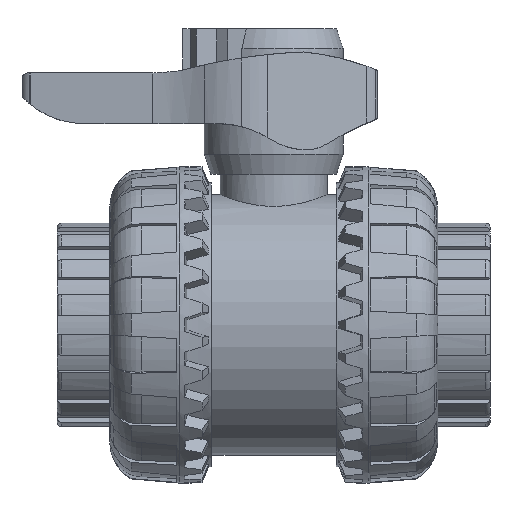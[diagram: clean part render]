
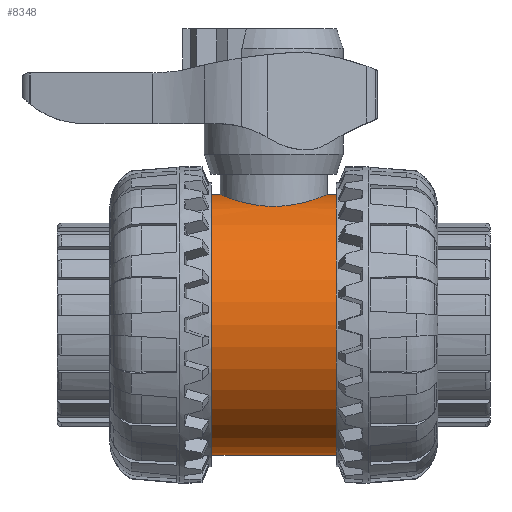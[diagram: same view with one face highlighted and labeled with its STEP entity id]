
A CAD part, front view. The second image highlights one B-rep face of the part: STEP entity #8348.
In plain terms, the highlighted cylindrical face has radius 48.5 mm (diameter 97 mm), a full revolution.
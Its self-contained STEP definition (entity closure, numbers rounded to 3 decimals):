
#1651=B_SPLINE_CURVE_WITH_KNOTS($,3,(#12494,#12495,#12496,#12497,#12498,
#12499,#12500,#12501,#12502,#12503,#12504,#12505,#12506,#12507,#12508,#12509,
#12510,#12511,#12512,#12513,#12514,#12515,#12516,#12517,#12518,#12519,#12520,
#12521,#12522,#12523,#12524,#12525,#12526,#12527,#12528,#12529,#12530,#12531,
#12532,#12533,#12534,#12535,#12536,#12537,#12538,#12539,#12540,#12541,#12542,
#12543,#12544,#12545,#12546,#12547,#12548,#12549,#12550,#12551,#12552,#12553,
#12554,#12555,#12556,#12557,#12558,#12559),.UNSPECIFIED.,.T.,.F.,(4,2,2,
2,2,2,2,2,2,2,2,2,2,2,2,2,2,2,2,2,2,2,2,2,2,2,2,2,2,2,2,2,4),(0.,0.382,
0.764,1.146,1.528,1.909,2.291,
2.672,3.053,3.435,3.816,4.198,
4.579,4.961,5.343,5.725,6.107,
6.489,6.871,7.253,7.635,8.016,
8.398,8.779,9.16,9.542,9.923,
10.305,10.686,11.068,11.45,11.832,
12.214),.UNSPECIFIED.);
#1819=FACE_BOUND($,#2354,.T.);
#1820=FACE_BOUND($,#2355,.T.);
#1821=FACE_BOUND($,#2356,.T.);
#2354=EDGE_LOOP($,(#5526));
#2355=EDGE_LOOP($,(#5527));
#2356=EDGE_LOOP($,(#5528));
#2882=CIRCLE($,#8860,48.5);
#2883=CIRCLE($,#8862,48.5);
#3290=VERTEX_POINT($,#12493);
#3291=VERTEX_POINT($,#12562);
#3292=VERTEX_POINT($,#12565);
#4179=EDGE_CURVE($,#3290,#3290,#1651,.T.);
#4180=EDGE_CURVE($,#3291,#3291,#2882,.T.);
#4181=EDGE_CURVE($,#3292,#3292,#2883,.T.);
#5526=ORIENTED_EDGE($,*,*,#4179,.T.);
#5527=ORIENTED_EDGE($,*,*,#4180,.F.);
#5528=ORIENTED_EDGE($,*,*,#4181,.F.);
#8239=CYLINDRICAL_SURFACE($,#8861,48.5);
#8348=ADVANCED_FACE($,(#1819,#1820,#1821),#8239,.T.);
#8860=AXIS2_PLACEMENT_3D($,#12563,#9935,#9936);
#8861=AXIS2_PLACEMENT_3D($,#12564,#9937,#9938);
#8862=AXIS2_PLACEMENT_3D($,#12566,#9939,#9940);
#9935=DIRECTION('center_axis',(-1.,0.,0.));
#9936=DIRECTION('ref_axis',(0.,-1.,0.));
#9937=DIRECTION('center_axis',(1.,0.,0.));
#9938=DIRECTION('ref_axis',(0.,-1.,0.));
#9939=DIRECTION('center_axis',(1.,0.,0.));
#9940=DIRECTION('ref_axis',(0.,-1.,0.));
#12493=CARTESIAN_POINT('',(0.,-20.,44.184));
#12494=CARTESIAN_POINT('Ctrl Pts',(0.,-20.,44.184));
#12495=CARTESIAN_POINT('Ctrl Pts',(-1.273,-20.,44.184));
#12496=CARTESIAN_POINT('Ctrl Pts',(-2.584,-19.877,
44.241));
#12497=CARTESIAN_POINT('Ctrl Pts',(-5.181,-19.363,
44.468));
#12498=CARTESIAN_POINT('Ctrl Pts',(-6.467,-18.973,
44.639));
#12499=CARTESIAN_POINT('Ctrl Pts',(-8.925,-17.948,
45.06));
#12500=CARTESIAN_POINT('Ctrl Pts',(-10.099,-17.312,
45.312));
#12501=CARTESIAN_POINT('Ctrl Pts',(-12.268,-15.85,45.844));
#12502=CARTESIAN_POINT('Ctrl Pts',(-13.262,-15.022,
46.124));
#12503=CARTESIAN_POINT('Ctrl Pts',(-15.021,-13.263,
46.66));
#12504=CARTESIAN_POINT('Ctrl Pts',(-15.848,-12.269,
46.936));
#12505=CARTESIAN_POINT('Ctrl Pts',(-17.312,-10.101,
47.45));
#12506=CARTESIAN_POINT('Ctrl Pts',(-17.948,-8.925,
47.688));
#12507=CARTESIAN_POINT('Ctrl Pts',(-18.973,-6.466,
48.083));
#12508=CARTESIAN_POINT('Ctrl Pts',(-19.363,-5.179,
48.24));
#12509=CARTESIAN_POINT('Ctrl Pts',(-19.877,-2.582,
48.449));
#12510=CARTESIAN_POINT('Ctrl Pts',(-20.,-1.272,48.5));
#12511=CARTESIAN_POINT('Ctrl Pts',(-20.,1.272,48.5));
#12512=CARTESIAN_POINT('Ctrl Pts',(-19.877,2.582,48.449));
#12513=CARTESIAN_POINT('Ctrl Pts',(-19.363,5.179,48.24));
#12514=CARTESIAN_POINT('Ctrl Pts',(-18.973,6.466,48.083));
#12515=CARTESIAN_POINT('Ctrl Pts',(-17.948,8.925,47.688));
#12516=CARTESIAN_POINT('Ctrl Pts',(-17.312,10.101,47.45));
#12517=CARTESIAN_POINT('Ctrl Pts',(-15.848,12.269,46.936));
#12518=CARTESIAN_POINT('Ctrl Pts',(-15.021,13.263,46.66));
#12519=CARTESIAN_POINT('Ctrl Pts',(-13.262,15.022,46.124));
#12520=CARTESIAN_POINT('Ctrl Pts',(-12.268,15.85,45.844));
#12521=CARTESIAN_POINT('Ctrl Pts',(-10.099,17.312,45.312));
#12522=CARTESIAN_POINT('Ctrl Pts',(-8.925,17.948,45.06));
#12523=CARTESIAN_POINT('Ctrl Pts',(-6.467,18.973,44.639));
#12524=CARTESIAN_POINT('Ctrl Pts',(-5.181,19.363,44.468));
#12525=CARTESIAN_POINT('Ctrl Pts',(-2.584,19.877,44.241));
#12526=CARTESIAN_POINT('Ctrl Pts',(-1.273,20.,44.184));
#12527=CARTESIAN_POINT('Ctrl Pts',(1.273,20.,44.184));
#12528=CARTESIAN_POINT('Ctrl Pts',(2.584,19.877,44.241));
#12529=CARTESIAN_POINT('Ctrl Pts',(5.181,19.363,44.468));
#12530=CARTESIAN_POINT('Ctrl Pts',(6.467,18.973,44.639));
#12531=CARTESIAN_POINT('Ctrl Pts',(8.925,17.948,45.06));
#12532=CARTESIAN_POINT('Ctrl Pts',(10.099,17.312,45.312));
#12533=CARTESIAN_POINT('Ctrl Pts',(12.268,15.85,45.844));
#12534=CARTESIAN_POINT('Ctrl Pts',(13.262,15.022,46.124));
#12535=CARTESIAN_POINT('Ctrl Pts',(15.021,13.263,46.66));
#12536=CARTESIAN_POINT('Ctrl Pts',(15.848,12.269,46.936));
#12537=CARTESIAN_POINT('Ctrl Pts',(17.312,10.101,47.45));
#12538=CARTESIAN_POINT('Ctrl Pts',(17.948,8.925,47.688));
#12539=CARTESIAN_POINT('Ctrl Pts',(18.973,6.466,48.083));
#12540=CARTESIAN_POINT('Ctrl Pts',(19.363,5.179,48.24));
#12541=CARTESIAN_POINT('Ctrl Pts',(19.877,2.582,48.449));
#12542=CARTESIAN_POINT('Ctrl Pts',(20.,1.272,48.5));
#12543=CARTESIAN_POINT('Ctrl Pts',(20.,-1.272,48.5));
#12544=CARTESIAN_POINT('Ctrl Pts',(19.877,-2.582,48.449));
#12545=CARTESIAN_POINT('Ctrl Pts',(19.363,-5.179,48.24));
#12546=CARTESIAN_POINT('Ctrl Pts',(18.973,-6.466,48.083));
#12547=CARTESIAN_POINT('Ctrl Pts',(17.948,-8.925,47.688));
#12548=CARTESIAN_POINT('Ctrl Pts',(17.312,-10.101,47.45));
#12549=CARTESIAN_POINT('Ctrl Pts',(15.848,-12.269,46.936));
#12550=CARTESIAN_POINT('Ctrl Pts',(15.021,-13.263,46.66));
#12551=CARTESIAN_POINT('Ctrl Pts',(13.262,-15.022,46.124));
#12552=CARTESIAN_POINT('Ctrl Pts',(12.268,-15.85,45.844));
#12553=CARTESIAN_POINT('Ctrl Pts',(10.099,-17.312,45.312));
#12554=CARTESIAN_POINT('Ctrl Pts',(8.925,-17.948,45.06));
#12555=CARTESIAN_POINT('Ctrl Pts',(6.467,-18.973,44.639));
#12556=CARTESIAN_POINT('Ctrl Pts',(5.181,-19.363,44.468));
#12557=CARTESIAN_POINT('Ctrl Pts',(2.584,-19.877,44.241));
#12558=CARTESIAN_POINT('Ctrl Pts',(1.273,-20.,44.184));
#12559=CARTESIAN_POINT('Ctrl Pts',(0.,-20.,44.184));
#12562=CARTESIAN_POINT('',(-43.2,48.5,0.));
#12563=CARTESIAN_POINT('Origin',(-43.2,0.,0.));
#12564=CARTESIAN_POINT('Origin',(0.,0.,0.));
#12565=CARTESIAN_POINT('',(43.2,48.5,0.));
#12566=CARTESIAN_POINT('Origin',(43.2,0.,0.));
